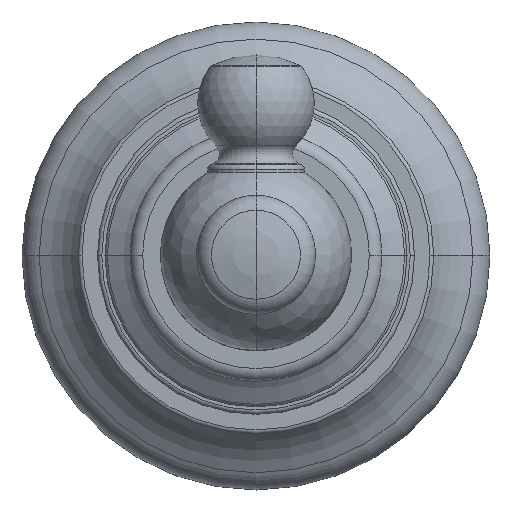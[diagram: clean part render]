
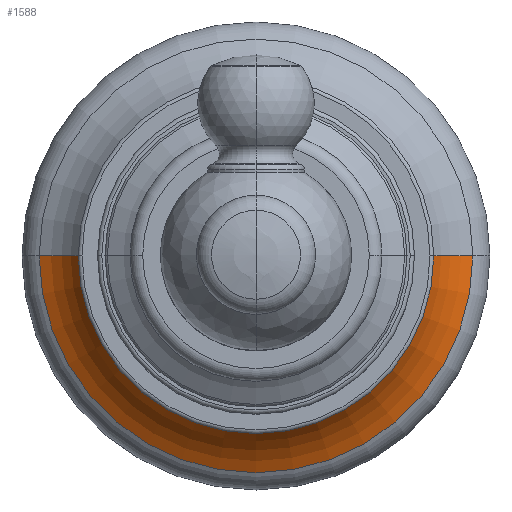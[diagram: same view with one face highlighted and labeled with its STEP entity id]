
A CAD part, top view. The second image highlights one B-rep face of the part: STEP entity #1588.
In plain terms, the highlighted toroidal (fillet/blend) face has major radius 31.169 mm and minor radius 11.43 mm.
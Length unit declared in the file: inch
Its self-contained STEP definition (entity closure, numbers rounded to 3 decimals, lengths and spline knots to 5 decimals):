
#543=CARTESIAN_POINT('',(0.,0.,0.24254));
#544=DIRECTION('',(0.,0.,1.));
#545=DIRECTION('',(-1.,0.,0.));
#546=AXIS2_PLACEMENT_3D('',#543,#544,#545);
#548=CARTESIAN_POINT('',(0.,0.,0.41986));
#549=DIRECTION('',(0.,0.,1.));
#550=DIRECTION('',(-1.,0.,0.));
#551=AXIS2_PLACEMENT_3D('',#548,#549,#550);
#568=CARTESIAN_POINT('',(1.22711,0.,0.64168));
#569=DIRECTION('',(0.,1.,0.));
#570=DIRECTION('',(-0.462,0.,-0.887));
#571=AXIS2_PLACEMENT_3D('',#568,#569,#570);
#578=CARTESIAN_POINT('',(-1.22711,0.,0.64168));
#579=DIRECTION('',(0.,-1.,0.));
#580=DIRECTION('',(0.462,0.,-0.887));
#581=AXIS2_PLACEMENT_3D('',#578,#579,#580);
#747=CARTESIAN_POINT('',(0.83557,0.,0.41986));
#748=CARTESIAN_POINT('',(-0.83557,0.,0.41986));
#749=VERTEX_POINT('',#747);
#750=VERTEX_POINT('',#748);
#751=CARTESIAN_POINT('',(1.01928,0.,0.24254));
#752=CARTESIAN_POINT('',(-1.01928,0.,0.24254));
#753=VERTEX_POINT('',#751);
#754=VERTEX_POINT('',#752);
#1574=CARTESIAN_POINT('',(0.,0.,0.64168));
#1575=DIRECTION('',(0.,0.,-1.));
#1576=DIRECTION('',(-1.,0.,0.));
#1577=AXIS2_PLACEMENT_3D('',#1574,#1575,#1576);
#1578=TOROIDAL_SURFACE('',#1577,1.22711,0.45);
#1580=ORIENTED_EDGE('',*,*,#1579,.F.);
#1582=ORIENTED_EDGE('',*,*,#1581,.T.);
#1583=ORIENTED_EDGE('',*,*,#1568,.T.);
#1585=ORIENTED_EDGE('',*,*,#1584,.F.);
#1586=EDGE_LOOP('',(#1580,#1582,#1583,#1585));
#1587=FACE_OUTER_BOUND('',#1586,.F.);
#1588=ADVANCED_FACE('',(#1587),#1578,.F.);
#547=CIRCLE('',#546,1.01928);
#552=CIRCLE('',#551,0.83557);
#572=CIRCLE('',#571,0.45);
#582=CIRCLE('',#581,0.45);
#1568=EDGE_CURVE('',#750,#749,#552,.T.);
#1579=EDGE_CURVE('',#754,#753,#547,.T.);
#1581=EDGE_CURVE('',#754,#750,#582,.T.);
#1584=EDGE_CURVE('',#753,#749,#572,.T.);
